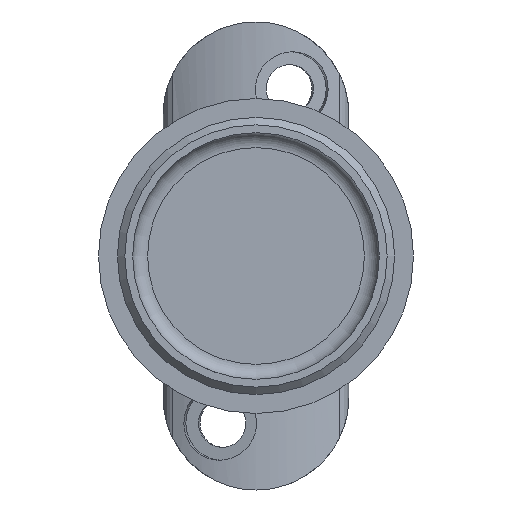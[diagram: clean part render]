
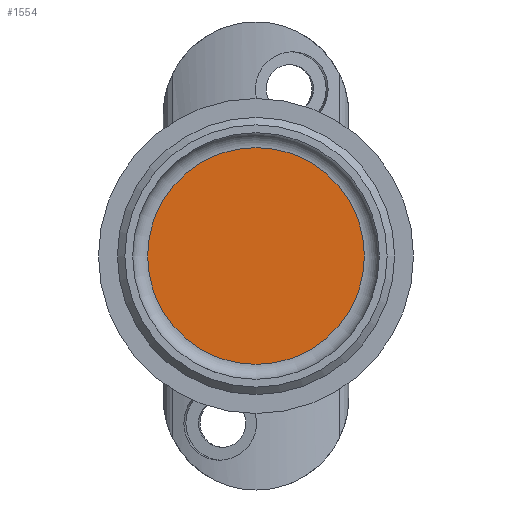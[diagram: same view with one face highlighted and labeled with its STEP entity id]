
A CAD part, front view. The second image highlights one B-rep face of the part: STEP entity #1554.
In plain terms, the highlighted planar face has unit normal (0, -1, 0).
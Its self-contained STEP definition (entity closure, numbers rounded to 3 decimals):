
#317 = CIRCLE ( 'NONE', #10857, 14.6 ) ;
#1554 = ADVANCED_FACE ( 'NONE', ( #5642 ), #16210, .T. ) ;
#5452 = CARTESIAN_POINT ( 'NONE',  ( 0., 32.209, -14.6 ) ) ;
#5642 = FACE_OUTER_BOUND ( 'NONE', #13033, .T. ) ;
#6161 = DIRECTION ( 'NONE',  ( 0., -1., 0. ) ) ;
#8768 = DIRECTION ( 'NONE',  ( 0., 0., -1. ) ) ;
#10829 = EDGE_CURVE ( 'NONE', #15216, #15216, #317, .T. ) ;
#10857 = AXIS2_PLACEMENT_3D ( 'NONE', #12611, #6161, #8768 ) ;
#12387 = ORIENTED_EDGE ( 'NONE', *, *, #10829, .T. ) ;
#12400 = DIRECTION ( 'NONE',  ( 0., 0., -1. ) ) ;
#12611 = CARTESIAN_POINT ( 'NONE',  ( 0., 32.209, 0. ) ) ;
#13033 = EDGE_LOOP ( 'NONE', ( #12387 ) ) ;
#13565 = DIRECTION ( 'NONE',  ( 0., -1., 0. ) ) ;
#13656 = CARTESIAN_POINT ( 'NONE',  ( 0., 32.209, 0. ) ) ;
#15216 = VERTEX_POINT ( 'NONE', #5452 ) ;
#15293 = AXIS2_PLACEMENT_3D ( 'NONE', #13656, #13565, #12400 ) ;
#16210 = PLANE ( 'NONE',  #15293 ) ;
